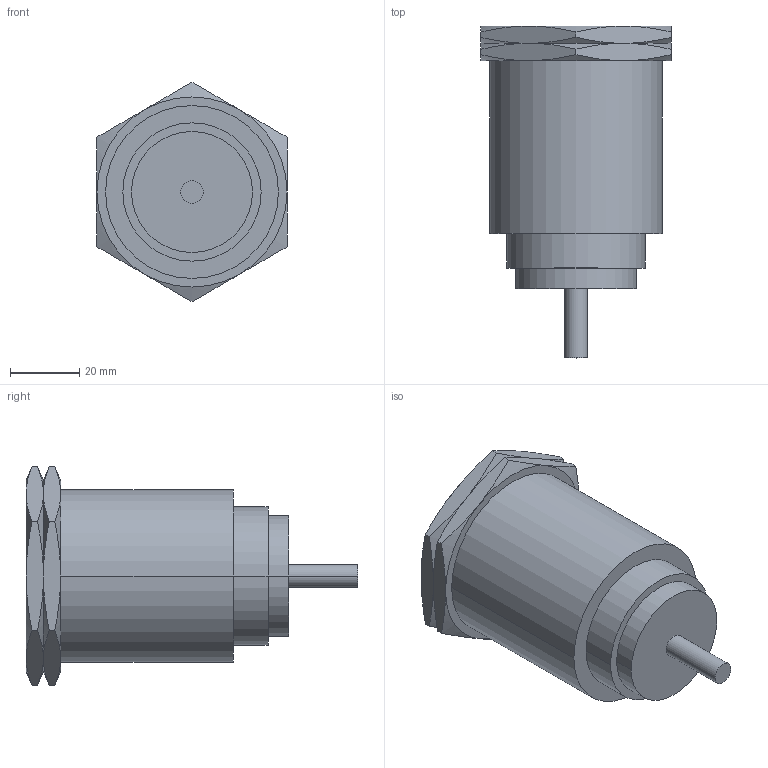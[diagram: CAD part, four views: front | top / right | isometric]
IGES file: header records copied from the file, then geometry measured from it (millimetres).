
Start section:  PTC IGES file: dw-hd-603-m50-300.igs
Global section: file name: dw-hd-603-m50-300.igs; native system:  by Parametric Technology Corporation; preprocessor: 2010230; organization: Unknown; date: 20110323.085937; units: millimetre
Bounding box: 55 x 96 x 63.51 mm (x, y, z)
Volume: 142869.2 mm3; surface area: 17438.6 mm2
Topology: 1 solids, 1 shells, 50 faces, 102 edges, 58 vertices
Faces by surface type: revolution 32, bspline 18
